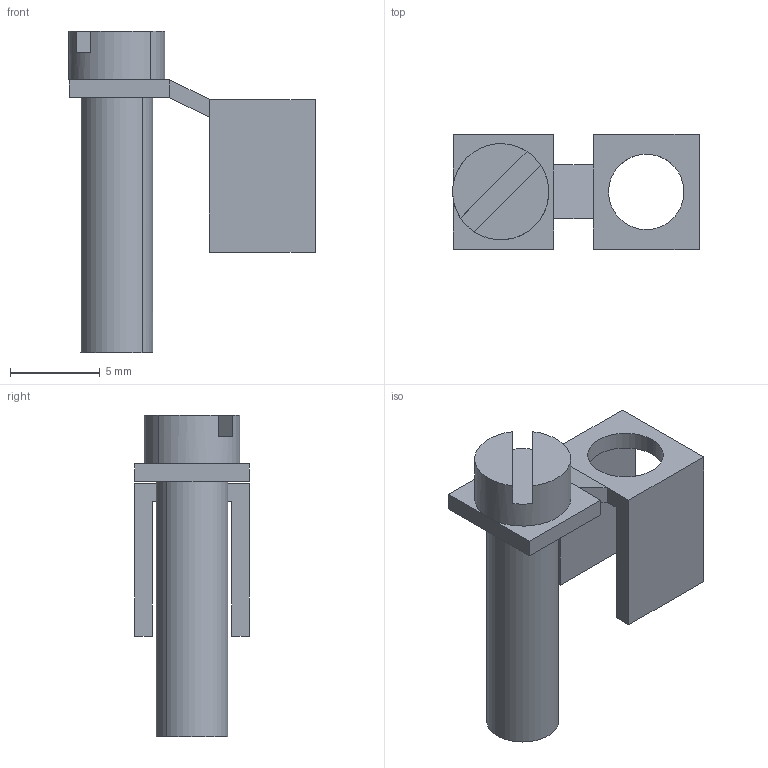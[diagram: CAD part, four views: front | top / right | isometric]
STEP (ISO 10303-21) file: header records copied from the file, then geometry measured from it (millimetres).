
FILE_DESCRIPTION(('Creo Elements/Direct Modeling STEP Export'),'2;1');
FILE_NAME('model.stp','2019-12-07T 0:08:54',(''),(''),'Creo Elements/Direct Modeling STEP processor for AP214 (Solid Model)','Creo Elements/Direct Modeling 20.1A 29-Sep-2018 (C) Parametric Technology GmbH','');
FILE_SCHEMA(('AUTOMOTIVE_DESIGN { 1 0 10303 214 1 1 1 1 }'));
Length unit declared in the file: millimetre
Products named in the file (2): KB_8-select
Assembly tree (1 placements, depth 2):
  KB_8-select
    KB_8-select
Bounding box: 13.72 x 6.4 x 17.9 mm (x, y, z)
Volume: 387 mm3; surface area: 635.2 mm2
Topology: 1 solids, 1 shells, 35 faces, 87 edges, 55 vertices
Faces by surface type: plane 29, cylinder 6
Entity records: 1257 total; most frequent: ORIENTED_EDGE 174, CARTESIAN_POINT 158, DIRECTION 143, EDGE_CURVE 87, VECTOR 63, LINE 63, VERTEX_POINT 55, AXIS2_PLACEMENT_3D 40
